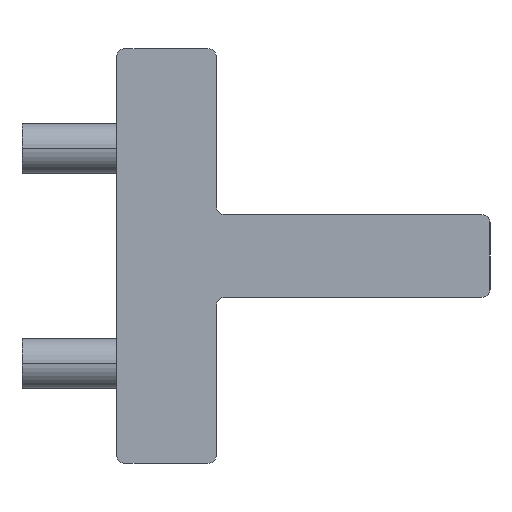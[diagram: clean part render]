
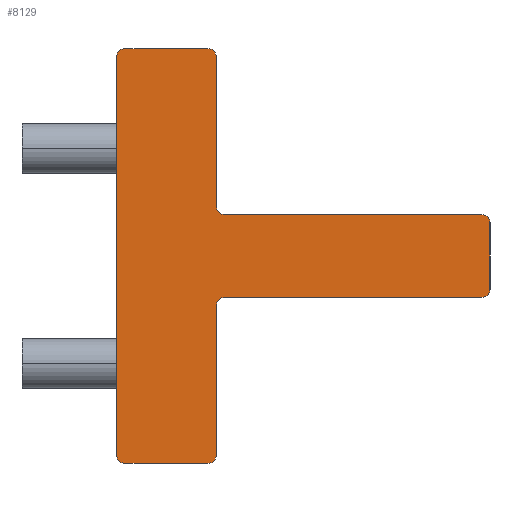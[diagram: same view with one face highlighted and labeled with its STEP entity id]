
A CAD part, left-side view. The second image highlights one B-rep face of the part: STEP entity #8129.
In plain terms, the highlighted planar face has unit normal (-1, 0, 0).
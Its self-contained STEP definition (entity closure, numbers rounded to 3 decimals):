
#7073=AXIS2_PLACEMENT_3D('Circle Axis2P3D',#7071,#7072,$) ;
#7224=AXIS2_PLACEMENT_3D('Circle Axis2P3D',#7222,#7223,$) ;
#7279=AXIS2_PLACEMENT_3D('Circle Axis2P3D',#7277,#7278,$) ;
#7805=AXIS2_PLACEMENT_3D('Circle Axis2P3D',#7803,#7804,$) ;
#7860=AXIS2_PLACEMENT_3D('Circle Axis2P3D',#7858,#7859,$) ;
#7909=AXIS2_PLACEMENT_3D('Circle Axis2P3D',#7907,#7908,$) ;
#7960=AXIS2_PLACEMENT_3D('Circle Axis2P3D',#7958,#7959,$) ;
#8008=AXIS2_PLACEMENT_3D('Circle Axis2P3D',#8006,#8007,$) ;
#8104=AXIS2_PLACEMENT_3D('Plane Axis2P3D',#8101,#8102,#8103) ;
#7013=CARTESIAN_POINT('Vertex',(-258.,-3.,200.)) ;
#7029=CARTESIAN_POINT('Vertex',(-258.,-34.,200.)) ;
#7032=CARTESIAN_POINT('Line Origine',(-258.,-18.5,200.)) ;
#7071=CARTESIAN_POINT('Axis2P3D Location',(-258.,-34.,201.)) ;
#7075=CARTESIAN_POINT('Vertex',(-258.,-35.,201.)) ;
#7222=CARTESIAN_POINT('Axis2P3D Location',(-258.,-3.,199.)) ;
#7226=CARTESIAN_POINT('Vertex',(-258.,-2.,199.)) ;
#7250=CARTESIAN_POINT('Vertex',(-258.,-35.,209.)) ;
#7253=CARTESIAN_POINT('Line Origine',(-258.,-35.,205.)) ;
#7274=CARTESIAN_POINT('Vertex',(-258.,-2.,211.)) ;
#7277=CARTESIAN_POINT('Axis2P3D Location',(-258.,-3.,211.)) ;
#7281=CARTESIAN_POINT('Vertex',(-258.,-3.,210.)) ;
#7803=CARTESIAN_POINT('Axis2P3D Location',(-258.,9.,229.)) ;
#7807=CARTESIAN_POINT('Vertex',(-258.,10.,229.)) ;
#7809=CARTESIAN_POINT('Vertex',(-258.,9.,230.)) ;
#7834=CARTESIAN_POINT('Line Origine',(-258.,4.,230.)) ;
#7838=CARTESIAN_POINT('Vertex',(-258.,-1.,230.)) ;
#7858=CARTESIAN_POINT('Axis2P3D Location',(-258.,-1.,229.)) ;
#7862=CARTESIAN_POINT('Vertex',(-258.,-2.,229.)) ;
#7882=CARTESIAN_POINT('Line Origine',(-258.,-2.,220.)) ;
#7907=CARTESIAN_POINT('Axis2P3D Location',(-258.,-34.,209.)) ;
#7911=CARTESIAN_POINT('Vertex',(-258.,-34.,210.)) ;
#7926=CARTESIAN_POINT('Line Origine',(-258.,-2.,190.)) ;
#7930=CARTESIAN_POINT('Vertex',(-258.,-2.,181.)) ;
#7958=CARTESIAN_POINT('Axis2P3D Location',(-258.,-1.,181.)) ;
#7962=CARTESIAN_POINT('Vertex',(-258.,-1.,180.)) ;
#7982=CARTESIAN_POINT('Line Origine',(-258.,4.,180.)) ;
#7986=CARTESIAN_POINT('Vertex',(-258.,9.,180.)) ;
#8006=CARTESIAN_POINT('Axis2P3D Location',(-258.,9.,181.)) ;
#8010=CARTESIAN_POINT('Vertex',(-258.,10.,181.)) ;
#8030=CARTESIAN_POINT('Line Origine',(-258.,10.,205.)) ;
#8101=CARTESIAN_POINT('Axis2P3D Location',(-258.,145.,20.)) ;
#8106=CARTESIAN_POINT('Line Origine',(-258.,-18.5,210.)) ;
#7033=DIRECTION('Vector Direction',(0.,1.,0.)) ;
#7072=DIRECTION('Axis2P3D Direction',(-1.,0.,0.)) ;
#7223=DIRECTION('Axis2P3D Direction',(-1.,0.,0.)) ;
#7254=DIRECTION('Vector Direction',(0.,0.,-1.)) ;
#7278=DIRECTION('Axis2P3D Direction',(-1.,0.,0.)) ;
#7804=DIRECTION('Axis2P3D Direction',(-1.,0.,0.)) ;
#7835=DIRECTION('Vector Direction',(0.,1.,0.)) ;
#7859=DIRECTION('Axis2P3D Direction',(-1.,0.,0.)) ;
#7883=DIRECTION('Vector Direction',(0.,0.,1.)) ;
#7908=DIRECTION('Axis2P3D Direction',(-1.,0.,0.)) ;
#7927=DIRECTION('Vector Direction',(0.,0.,1.)) ;
#7959=DIRECTION('Axis2P3D Direction',(-1.,0.,0.)) ;
#7983=DIRECTION('Vector Direction',(0.,-1.,0.)) ;
#8007=DIRECTION('Axis2P3D Direction',(-1.,0.,0.)) ;
#8031=DIRECTION('Vector Direction',(0.,0.,-1.)) ;
#8102=DIRECTION('Axis2P3D Direction',(-1.,0.,0.)) ;
#8103=DIRECTION('Axis2P3D XDirection',(0.,-1.,0.)) ;
#8107=DIRECTION('Vector Direction',(0.,-1.,0.)) ;
#7034=VECTOR('Line Direction',#7033,1.) ;
#7255=VECTOR('Line Direction',#7254,1.) ;
#7836=VECTOR('Line Direction',#7835,1.) ;
#7884=VECTOR('Line Direction',#7883,1.) ;
#7928=VECTOR('Line Direction',#7927,1.) ;
#7984=VECTOR('Line Direction',#7983,1.) ;
#8032=VECTOR('Line Direction',#8031,1.) ;
#8108=VECTOR('Line Direction',#8107,1.) ;
#8112=ORIENTED_EDGE('',*,*,#8034,.T.) ;
#8113=ORIENTED_EDGE('',*,*,#8012,.F.) ;
#8114=ORIENTED_EDGE('',*,*,#7988,.T.) ;
#8115=ORIENTED_EDGE('',*,*,#7964,.F.) ;
#8116=ORIENTED_EDGE('',*,*,#7932,.T.) ;
#8117=ORIENTED_EDGE('',*,*,#7228,.T.) ;
#8118=ORIENTED_EDGE('',*,*,#7036,.T.) ;
#8119=ORIENTED_EDGE('',*,*,#7077,.F.) ;
#8120=ORIENTED_EDGE('',*,*,#7257,.T.) ;
#8121=ORIENTED_EDGE('',*,*,#7913,.F.) ;
#8122=ORIENTED_EDGE('',*,*,#8110,.T.) ;
#8123=ORIENTED_EDGE('',*,*,#7283,.T.) ;
#8124=ORIENTED_EDGE('',*,*,#7886,.T.) ;
#8125=ORIENTED_EDGE('',*,*,#7864,.F.) ;
#8126=ORIENTED_EDGE('',*,*,#7840,.T.) ;
#8127=ORIENTED_EDGE('',*,*,#7811,.F.) ;
#8129=ADVANCED_FACE('RB0346001_1PA_001_00_N1_2500_FP_TERMINAL.4\\PartBody',(#8128),#8105,.T.) ;
#7074=CIRCLE('generated circle',#7073,1.) ;
#7225=CIRCLE('generated circle',#7224,1.) ;
#7280=CIRCLE('generated circle',#7279,1.) ;
#7806=CIRCLE('generated circle',#7805,1.) ;
#7861=CIRCLE('generated circle',#7860,1.) ;
#7910=CIRCLE('generated circle',#7909,1.) ;
#7961=CIRCLE('generated circle',#7960,1.) ;
#8009=CIRCLE('generated circle',#8008,1.) ;
#7036=EDGE_CURVE('',#7014,#7030,#7035,.F.) ;
#7077=EDGE_CURVE('',#7076,#7030,#7074,.F.) ;
#7228=EDGE_CURVE('',#7227,#7014,#7225,.F.) ;
#7257=EDGE_CURVE('',#7076,#7251,#7256,.F.) ;
#7283=EDGE_CURVE('',#7282,#7275,#7280,.F.) ;
#7811=EDGE_CURVE('',#7808,#7810,#7806,.F.) ;
#7840=EDGE_CURVE('',#7839,#7810,#7837,.T.) ;
#7864=EDGE_CURVE('',#7839,#7863,#7861,.F.) ;
#7886=EDGE_CURVE('',#7275,#7863,#7885,.T.) ;
#7913=EDGE_CURVE('',#7912,#7251,#7910,.F.) ;
#7932=EDGE_CURVE('',#7931,#7227,#7929,.T.) ;
#7964=EDGE_CURVE('',#7931,#7963,#7961,.F.) ;
#7988=EDGE_CURVE('',#7987,#7963,#7985,.T.) ;
#8012=EDGE_CURVE('',#7987,#8011,#8009,.F.) ;
#8034=EDGE_CURVE('',#7808,#8011,#8033,.T.) ;
#8110=EDGE_CURVE('',#7912,#7282,#8109,.F.) ;
#8111=EDGE_LOOP('',(#8112,#8113,#8114,#8115,#8116,#8117,#8118,#8119,#8120,#8121,#8122,#8123,#8124,#8125,#8126,#8127)) ;
#8128=FACE_OUTER_BOUND('',#8111,.T.) ;
#7035=LINE('Line',#7032,#7034) ;
#7256=LINE('Line',#7253,#7255) ;
#7837=LINE('Line',#7834,#7836) ;
#7885=LINE('Line',#7882,#7884) ;
#7929=LINE('Line',#7926,#7928) ;
#7985=LINE('Line',#7982,#7984) ;
#8033=LINE('Line',#8030,#8032) ;
#8109=LINE('Line',#8106,#8108) ;
#8105=PLANE('',#8104) ;
#7014=VERTEX_POINT('',#7013) ;
#7030=VERTEX_POINT('',#7029) ;
#7076=VERTEX_POINT('',#7075) ;
#7227=VERTEX_POINT('',#7226) ;
#7251=VERTEX_POINT('',#7250) ;
#7275=VERTEX_POINT('',#7274) ;
#7282=VERTEX_POINT('',#7281) ;
#7808=VERTEX_POINT('',#7807) ;
#7810=VERTEX_POINT('',#7809) ;
#7839=VERTEX_POINT('',#7838) ;
#7863=VERTEX_POINT('',#7862) ;
#7912=VERTEX_POINT('',#7911) ;
#7931=VERTEX_POINT('',#7930) ;
#7963=VERTEX_POINT('',#7962) ;
#7987=VERTEX_POINT('',#7986) ;
#8011=VERTEX_POINT('',#8010) ;
